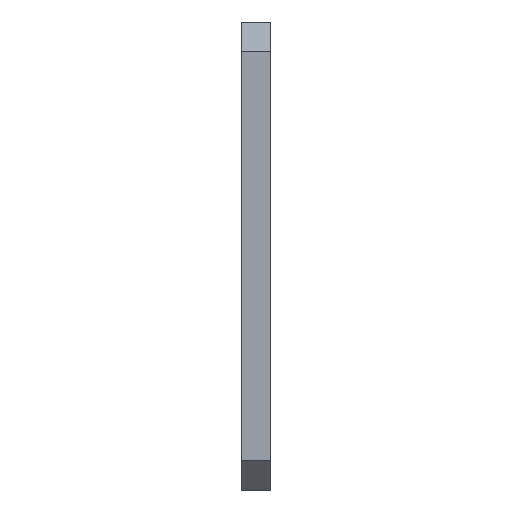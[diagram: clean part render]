
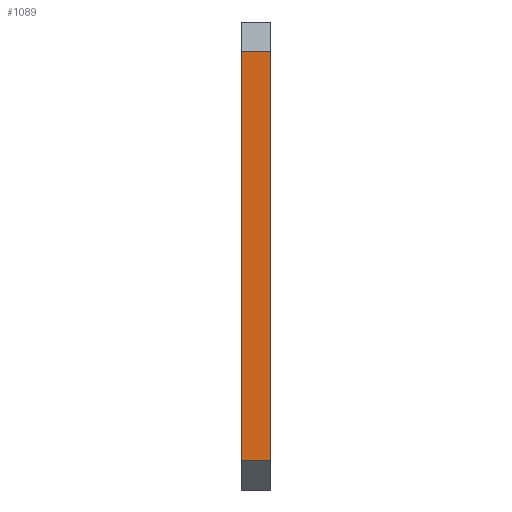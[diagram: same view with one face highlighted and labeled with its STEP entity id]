
A CAD part, left-side view. The second image highlights one B-rep face of the part: STEP entity #1089.
In plain terms, the highlighted planar face has unit normal (-1, 0, 0).
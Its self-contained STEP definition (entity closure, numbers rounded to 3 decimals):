
#155=FACE_OUTER_BOUND('',#249,.T.);
#249=EDGE_LOOP('',(#859,#860,#861,#862));
#310=LINE('',#1636,#406);
#324=LINE('',#1710,#420);
#349=LINE('',#1801,#445);
#350=LINE('',#1802,#446);
#406=VECTOR('',#1294,1.);
#420=VECTOR('',#1356,1.);
#445=VECTOR('',#1437,1.);
#446=VECTOR('',#1438,1.);
#503=VERTEX_POINT('',#1633);
#504=VERTEX_POINT('',#1635);
#538=VERTEX_POINT('',#1706);
#540=VERTEX_POINT('',#1709);
#604=EDGE_CURVE('',#503,#504,#310,.T.);
#641=EDGE_CURVE('',#540,#538,#324,.T.);
#689=EDGE_CURVE('',#540,#503,#349,.T.);
#690=EDGE_CURVE('',#538,#504,#350,.T.);
#859=ORIENTED_EDGE('',*,*,#604,.F.);
#860=ORIENTED_EDGE('',*,*,#689,.F.);
#861=ORIENTED_EDGE('',*,*,#641,.T.);
#862=ORIENTED_EDGE('',*,*,#690,.T.);
#1066=PLANE('',#1209);
#1089=ADVANCED_FACE('',(#155),#1066,.T.);
#1209=AXIS2_PLACEMENT_3D('',#1800,#1435,#1436);
#1294=DIRECTION('',(0.,0.,1.));
#1356=DIRECTION('',(0.,0.,1.));
#1435=DIRECTION('center_axis',(-1.,0.,0.));
#1436=DIRECTION('ref_axis',(0.,0.,1.));
#1437=DIRECTION('',(0.,1.,0.));
#1438=DIRECTION('',(0.,1.,0.));
#1633=CARTESIAN_POINT('',(-145.,16.35,-80.));
#1635=CARTESIAN_POINT('',(-145.,16.35,60.));
#1636=CARTESIAN_POINT('',(-145.,16.35,-10.));
#1706=CARTESIAN_POINT('',(-145.,6.35,60.));
#1709=CARTESIAN_POINT('',(-145.,6.35,-80.));
#1710=CARTESIAN_POINT('',(-145.,6.35,-10.));
#1800=CARTESIAN_POINT('Origin',(-145.,6.35,-90.));
#1801=CARTESIAN_POINT('',(-145.,11.35,-80.));
#1802=CARTESIAN_POINT('',(-145.,11.35,60.));
